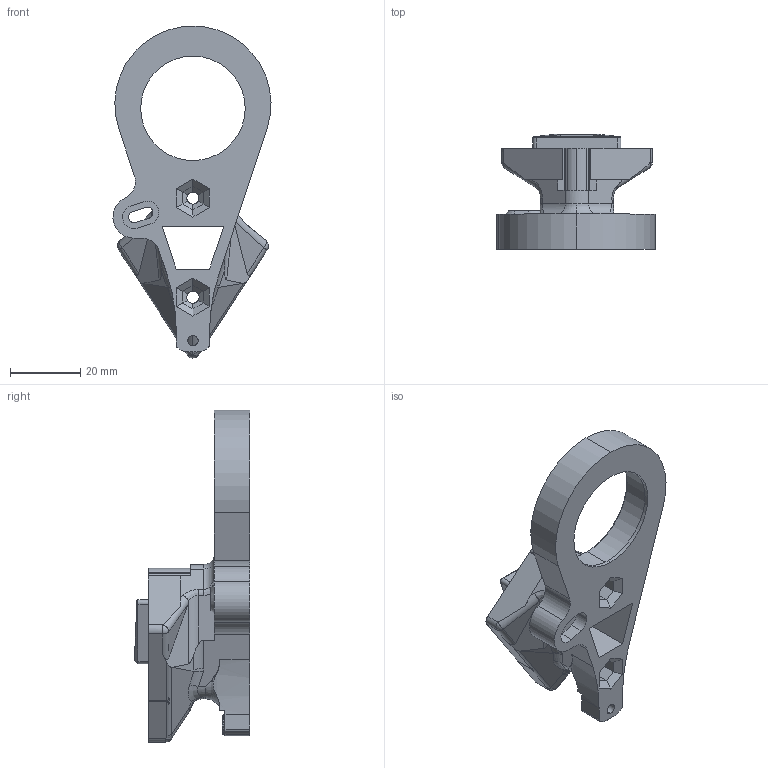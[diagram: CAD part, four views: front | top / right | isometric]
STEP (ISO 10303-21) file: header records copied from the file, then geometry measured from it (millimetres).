
FILE_DESCRIPTION (( 'STEP AP214' ), '1' );
FILE_NAME ('Lower Upper Arm v2.STEP', '2023-06-17T16:31:37', ( '' ), ( '' ), 'SwSTEP 2.0', 'SolidWorks 2021', '' );
FILE_SCHEMA (( 'AUTOMOTIVE_DESIGN' ));
Length unit declared in the file: millimetre
Products named in the file (1): Lower Upper Arm v2
Bounding box: 45.02 x 32.8 x 94.58 mm (x, y, z)
Volume: 28177.3 mm3; surface area: 12860.9 mm2
Topology: 1 solids, 1 shells, 214 faces, 586 edges, 376 vertices
Faces by surface type: plane 107, cylinder 67, bspline 22, torus 8, cone 7, sphere 3
Entity records: 8695 total; most frequent: CARTESIAN_POINT 3759, ORIENTED_EDGE 1166, DIRECTION 788, EDGE_CURVE 583, VERTEX_POINT 374, AXIS2_PLACEMENT_3D 263, VECTOR 262, LINE 262
